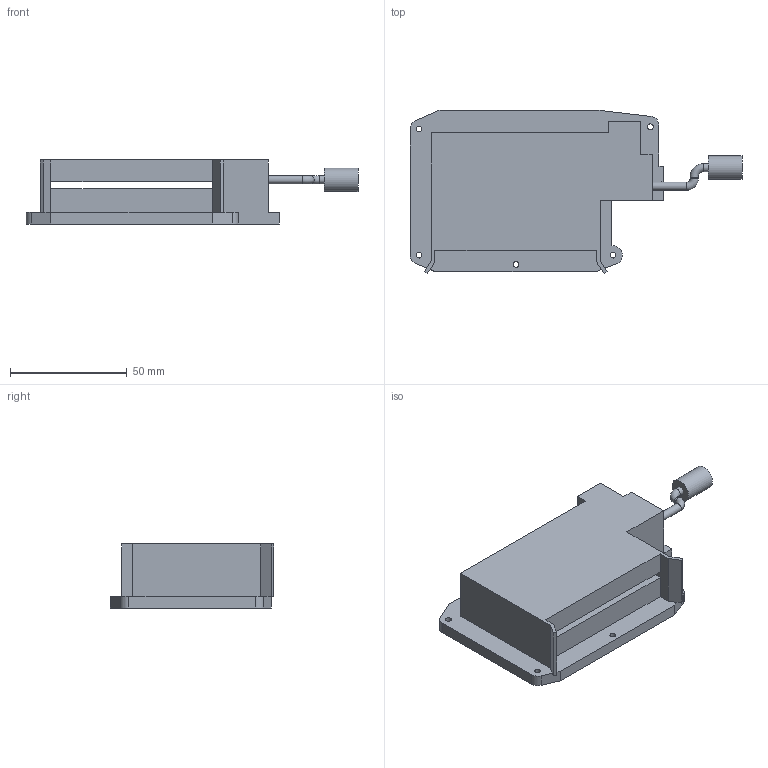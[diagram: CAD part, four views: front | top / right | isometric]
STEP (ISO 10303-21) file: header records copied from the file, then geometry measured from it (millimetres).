
FILE_DESCRIPTION(/* description */ (''),/* implementation_level */ '2;1');
FILE_NAME(/* name */ 'movement.stp',/* time_stamp */ '2024-01-23T12:47:43-06:00',/* author */ (''),/* organization */ (''),/* preprocessor_version */ 'ST-DEVELOPER v19.3',/* originating_system */ 'SIEMENS PLM Software NX2212.3001',/* authorisation */ '');
FILE_SCHEMA (('AUTOMOTIVE_DESIGN { 1 0 10303 214 3 1 1 1 }'));
Length unit declared in the file: millimetre
Products named in the file (1): movement
Bounding box: 142.05 x 69.99 x 27.4 mm (x, y, z)
Volume: 121176.2 mm3; surface area: 30956 mm2
Topology: 3 solids, 3 shells, 71 faces, 185 edges, 119 vertices
Faces by surface type: plane 47, cylinder 16, cone 6, torus 2
Full cylindrical faces by diameter (mm): 2.5 x5, 3.5 x3, 4 x1, 10 x1
Entity records: 2146 total; most frequent: CARTESIAN_POINT 475, ORIENTED_EDGE 330, DIRECTION 306, EDGE_CURVE 165, VERTEX_POINT 118, AXIS2_PLACEMENT_3D 109, EDGE_LOOP 100, LINE 88
